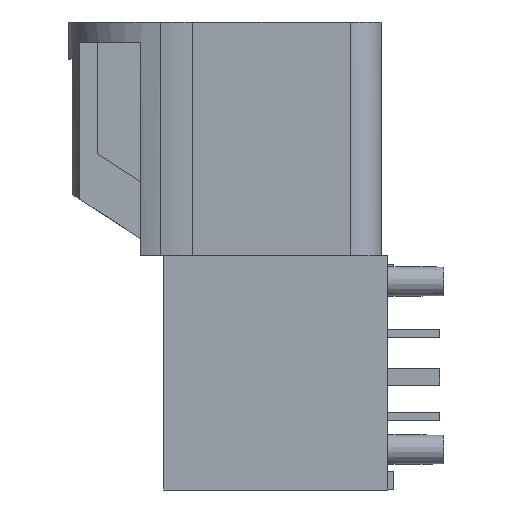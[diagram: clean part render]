
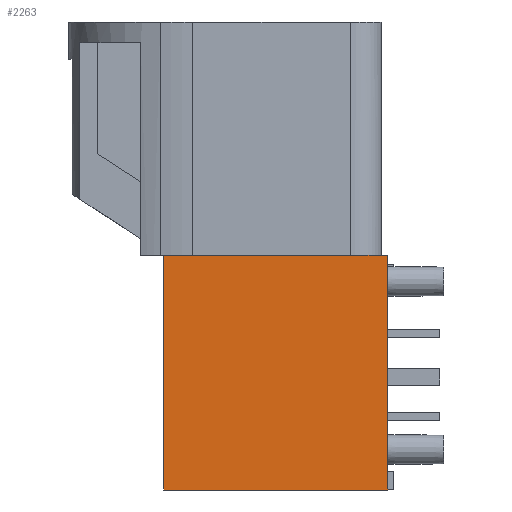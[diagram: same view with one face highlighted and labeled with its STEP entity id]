
A CAD part, left-side view. The second image highlights one B-rep face of the part: STEP entity #2263.
In plain terms, the highlighted planar face has unit normal (-1, 0.012, 0).
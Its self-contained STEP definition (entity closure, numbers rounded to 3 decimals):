
#274=PLANE('',#7658);
#737=LINE('',#10589,#1557);
#738=LINE('',#10592,#1558);
#739=LINE('',#10594,#1559);
#740=LINE('',#10596,#1560);
#741=LINE('',#10597,#1561);
#1557=VECTOR('',#8490,1.);
#1558=VECTOR('',#8491,1.);
#1559=VECTOR('',#8492,1.);
#1560=VECTOR('',#8493,1.);
#1561=VECTOR('',#8494,1.);
#2263=ADVANCED_FACE('',(#2686),#274,.T.);
#2686=FACE_OUTER_BOUND('',#3041,.T.);
#3041=EDGE_LOOP('',(#3958,#3959,#3960,#3961,#3962));
#3958=ORIENTED_EDGE('',*,*,#6657,.T.);
#3959=ORIENTED_EDGE('',*,*,#6658,.T.);
#3960=ORIENTED_EDGE('',*,*,#6659,.F.);
#3961=ORIENTED_EDGE('',*,*,#6660,.T.);
#3962=ORIENTED_EDGE('',*,*,#6661,.T.);
#5829=VERTEX_POINT('',#10393);
#5895=VERTEX_POINT('',#10590);
#5896=VERTEX_POINT('',#10591);
#5897=VERTEX_POINT('',#10593);
#5898=VERTEX_POINT('',#10595);
#6657=EDGE_CURVE('',#5895,#5896,#737,.T.);
#6658=EDGE_CURVE('',#5896,#5897,#738,.T.);
#6659=EDGE_CURVE('',#5898,#5897,#739,.T.);
#6660=EDGE_CURVE('',#5898,#5829,#740,.T.);
#6661=EDGE_CURVE('',#5829,#5895,#741,.T.);
#7658=AXIS2_PLACEMENT_3D('',#10598,#8495,#8496);
#8490=DIRECTION('',(0.,0.,-1.));
#8491=DIRECTION('',(-0.012,-1.,0.));
#8492=DIRECTION('',(0.,0.,-1.));
#8493=DIRECTION('',(0.012,1.,0.));
#8494=DIRECTION('',(0.012,1.,0.));
#8495=DIRECTION('',(-1.,0.012,0.));
#8496=DIRECTION('',(0.,0.,1.));
#10393=CARTESIAN_POINT('',(-5.738,-5.396,-11.25));
#10589=CARTESIAN_POINT('',(-5.618,4.45,-16.6));
#10590=CARTESIAN_POINT('',(-5.618,4.45,-11.25));
#10591=CARTESIAN_POINT('',(-5.618,4.45,-22.55));
#10592=CARTESIAN_POINT('',(-5.752,-6.48,-22.55));
#10593=CARTESIAN_POINT('',(-5.75,-6.35,-22.55));
#10594=CARTESIAN_POINT('',(-5.75,-6.35,-11.75));
#10595=CARTESIAN_POINT('',(-5.75,-6.35,-11.25));
#10596=CARTESIAN_POINT('',(-5.75,-6.35,-11.25));
#10597=CARTESIAN_POINT('',(-5.75,-6.35,-11.25));
#10598=CARTESIAN_POINT('',(-5.75,-6.35,-16.6));
